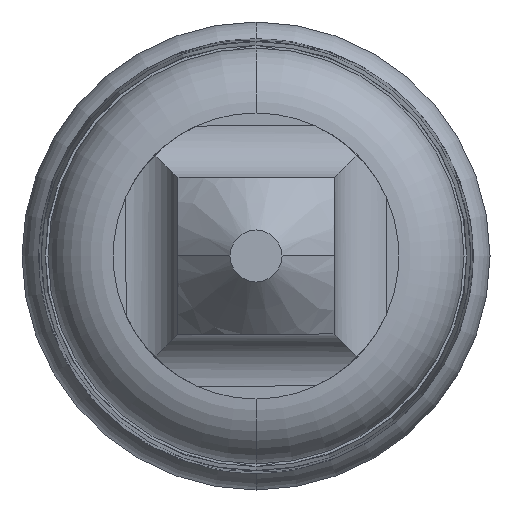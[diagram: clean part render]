
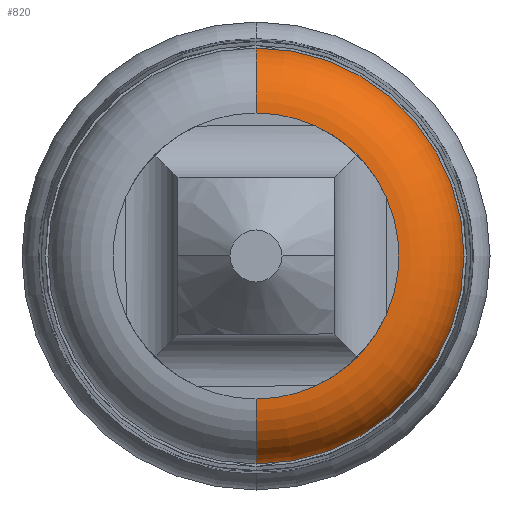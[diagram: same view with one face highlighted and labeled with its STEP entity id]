
A CAD part, front view. The second image highlights one B-rep face of the part: STEP entity #820.
In plain terms, the highlighted toroidal (fillet/blend) face has major radius 0.55 mm and minor radius 0.25 mm.
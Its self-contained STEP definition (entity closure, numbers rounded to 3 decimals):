
#35 = EDGE_CURVE ( 'Defeature ausgef�hrt1_56+Defeature ausgef�hrt1_46+Defeature ausgef�hrt1_39+Defeature ausgef�hrt1_38', #1834, #1194, #762, .T. ) ;
#94 = DIRECTION ( 'NONE',  ( 0., 0., 1. ) ) ;
#212 = EDGE_CURVE ( 'Defeature ausgef�hrt1_38+Defeature ausgef�hrt1_56+Defeature ausgef�hrt1_53+Defeature ausgef�hrt1_53', #1677, #1194, #1107, .T. ) ;
#216 = EDGE_LOOP ( 'NONE', ( #553, #2442, #1018, #2034, #2175, #3751, #4753, #3219 ) ) ;
#270 = AXIS2_PLACEMENT_3D ( 'NONE', #2782, #938, #1708 ) ;
#390 = AXIS2_PLACEMENT_3D ( 'NONE', #4024, #2111, #4758 ) ;
#553 = ORIENTED_EDGE ( 'NONE', *, *, #212, .F. ) ;
#762 = CIRCLE ( 'NONE', #270, 0.55 ) ;
#797 = DIRECTION ( 'NONE',  ( 0., 1., 0. ) ) ;
#820 = ADVANCED_FACE ( 'Defeature ausgef�hrt1_56', ( #4372 ), #2586, .T. ) ;
#836 = CARTESIAN_POINT ( 'NONE',  ( 0., -13.25, 0.8 ) ) ;
#938 = DIRECTION ( 'NONE',  ( 0., 1., 0. ) ) ;
#1018 = ORIENTED_EDGE ( 'NONE', *, *, #1900, .F. ) ;
#1030 = DIRECTION ( 'NONE',  ( 0., -1., 0. ) ) ;
#1039 = DIRECTION ( 'NONE',  ( 0., 1., 0. ) ) ;
#1107 = CIRCLE ( 'NONE', #3580, 0.55 ) ;
#1194 = VERTEX_POINT ( 'NONE', #2089 ) ;
#1227 = AXIS2_PLACEMENT_3D ( 'NONE', #4286, #3165, #3543 ) ;
#1271 = EDGE_CURVE ( 'Defeature ausgef�hrt1_56+Defeature ausgef�hrt1_44+Defeature ausgef�hrt1_48+Defeature ausgef�hrt1_39', #1480, #4699, #3546, .T. ) ;
#1480 = VERTEX_POINT ( 'NONE', #1939 ) ;
#1543 = VERTEX_POINT ( 'NONE', #836 ) ;
#1677 = VERTEX_POINT ( 'NONE', #3998 ) ;
#1708 = DIRECTION ( 'NONE',  ( 0., 0., 1. ) ) ;
#1834 = VERTEX_POINT ( 'NONE', #2932 ) ;
#1900 = EDGE_CURVE ( 'Defeature ausgef�hrt1_47+Defeature ausgef�hrt1_56+Defeature ausgef�hrt1_56+Defeature ausgef�hrt1_56', #1543, #3303, #4417, .T. ) ;
#1939 = CARTESIAN_POINT ( 'NONE',  ( 0.229, -13.5, 0.5 ) ) ;
#2016 = DIRECTION ( 'NONE',  ( 0., 0., 1. ) ) ;
#2034 = ORIENTED_EDGE ( 'NONE', *, *, #3712, .F. ) ;
#2089 = CARTESIAN_POINT ( 'NONE',  ( 0.229, -13.5, -0.5 ) ) ;
#2111 = DIRECTION ( 'NONE',  ( 1., 0., 0. ) ) ;
#2135 = DIRECTION ( 'NONE',  ( 0., 0., 1. ) ) ;
#2175 = ORIENTED_EDGE ( 'NONE', *, *, #4863, .F. ) ;
#2265 = CARTESIAN_POINT ( 'NONE',  ( 0., -13.25, -0.8 ) ) ;
#2267 = CIRCLE ( 'NONE', #4602, 0.55 ) ;
#2315 = DIRECTION ( 'NONE',  ( 0., -1., 0. ) ) ;
#2442 = ORIENTED_EDGE ( 'NONE', *, *, #4473, .T. ) ;
#2492 = CIRCLE ( 'NONE', #3538, 0.55 ) ;
#2537 = DIRECTION ( 'NONE',  ( 0., 0., 1. ) ) ;
#2586 = TOROIDAL_SURFACE ( 'NONE', #1227, 0.55, 0.25 ) ;
#2660 = CARTESIAN_POINT ( 'NONE',  ( 0.5, -13.5, 0.229 ) ) ;
#2691 = EDGE_CURVE ( 'Defeature ausgef�hrt1_39+Defeature ausgef�hrt1_56+Defeature ausgef�hrt1_50+Defeature ausgef�hrt1_50', #1834, #4699, #2267, .T. ) ;
#2782 = CARTESIAN_POINT ( 'NONE',  ( 0., -13.5, 0. ) ) ;
#2791 = DIRECTION ( 'NONE',  ( -1., 0., 0. ) ) ;
#2910 = CARTESIAN_POINT ( 'NONE',  ( 0., -13.5, 0. ) ) ;
#2932 = CARTESIAN_POINT ( 'NONE',  ( 0.5, -13.5, -0.229 ) ) ;
#3044 = CIRCLE ( 'NONE', #4325, 0.25 ) ;
#3057 = DIRECTION ( 'NONE',  ( 0., 0., 1. ) ) ;
#3165 = DIRECTION ( 'NONE',  ( 0., 1., 0. ) ) ;
#3219 = ORIENTED_EDGE ( 'NONE', *, *, #35, .T. ) ;
#3301 = CARTESIAN_POINT ( 'NONE',  ( 0., -13.5, 0. ) ) ;
#3303 = VERTEX_POINT ( 'NONE', #2265 ) ;
#3513 = VERTEX_POINT ( 'NONE', #3973 ) ;
#3538 = AXIS2_PLACEMENT_3D ( 'NONE', #4277, #2315, #2016 ) ;
#3543 = DIRECTION ( 'NONE',  ( 0., 0., 1. ) ) ;
#3546 = CIRCLE ( 'NONE', #3593, 0.55 ) ;
#3569 = CARTESIAN_POINT ( 'NONE',  ( 0., -13.25, 0.55 ) ) ;
#3580 = AXIS2_PLACEMENT_3D ( 'NONE', #2910, #4408, #2135 ) ;
#3593 = AXIS2_PLACEMENT_3D ( 'NONE', #4097, #1039, #2537 ) ;
#3712 = EDGE_CURVE ( 'NONE', #3513, #1543, #3044, .T. ) ;
#3751 = ORIENTED_EDGE ( 'NONE', *, *, #1271, .T. ) ;
#3777 = CARTESIAN_POINT ( 'NONE',  ( 0., -13.25, 0. ) ) ;
#3973 = CARTESIAN_POINT ( 'NONE',  ( 0., -13.5, 0.55 ) ) ;
#3998 = CARTESIAN_POINT ( 'NONE',  ( 0., -13.5, -0.55 ) ) ;
#4024 = CARTESIAN_POINT ( 'NONE',  ( 0., -13.25, -0.55 ) ) ;
#4097 = CARTESIAN_POINT ( 'NONE',  ( 0., -13.5, 0. ) ) ;
#4277 = CARTESIAN_POINT ( 'NONE',  ( 0., -13.5, 0. ) ) ;
#4281 = CIRCLE ( 'NONE', #390, 0.25 ) ;
#4286 = CARTESIAN_POINT ( 'NONE',  ( 0., -13.25, 0. ) ) ;
#4325 = AXIS2_PLACEMENT_3D ( 'NONE', #3569, #2791, #94 ) ;
#4372 = FACE_OUTER_BOUND ( 'NONE', #216, .T. ) ;
#4404 = DIRECTION ( 'NONE',  ( 0., 0., 1. ) ) ;
#4408 = DIRECTION ( 'NONE',  ( 0., -1., 0. ) ) ;
#4417 = CIRCLE ( 'NONE', #4816, 0.8 ) ;
#4473 = EDGE_CURVE ( 'NONE', #1677, #3303, #4281, .T. ) ;
#4602 = AXIS2_PLACEMENT_3D ( 'NONE', #3301, #1030, #4404 ) ;
#4699 = VERTEX_POINT ( 'NONE', #2660 ) ;
#4753 = ORIENTED_EDGE ( 'NONE', *, *, #2691, .F. ) ;
#4758 = DIRECTION ( 'NONE',  ( 0., 0., -1. ) ) ;
#4816 = AXIS2_PLACEMENT_3D ( 'NONE', #3777, #797, #3057 ) ;
#4863 = EDGE_CURVE ( 'Defeature ausgef�hrt1_48+Defeature ausgef�hrt1_56+Defeature ausgef�hrt1_52+Defeature ausgef�hrt1_52', #1480, #3513, #2492, .T. ) ;
